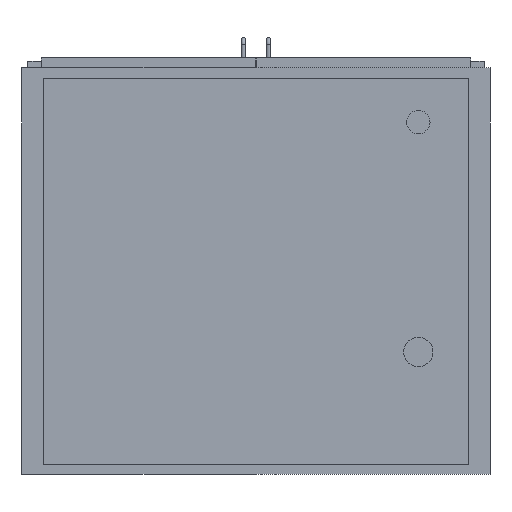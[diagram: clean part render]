
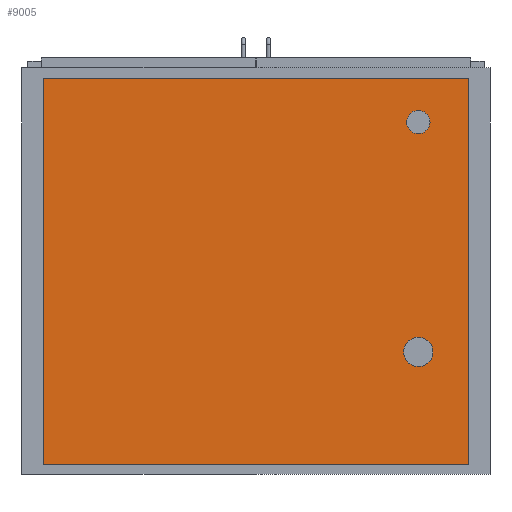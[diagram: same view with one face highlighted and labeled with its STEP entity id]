
A CAD part, front view. The second image highlights one B-rep face of the part: STEP entity #9005.
In plain terms, the highlighted planar face has unit normal (0, -1, 0).
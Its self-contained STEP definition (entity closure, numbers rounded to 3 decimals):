
#143=FACE_BOUND('',#956,.T.);
#144=FACE_BOUND('',#957,.T.);
#163=CIRCLE('',#9617,20.);
#165=CIRCLE('',#9621,25.);
#397=FACE_OUTER_BOUND('',#955,.T.);
#955=EDGE_LOOP('',(#6052,#6053,#6054,#6055));
#956=EDGE_LOOP('',(#6056));
#957=EDGE_LOOP('',(#6057));
#1556=LINE('',#12982,#2697);
#1558=LINE('',#12986,#2699);
#1560=LINE('',#12990,#2701);
#1562=LINE('',#12993,#2703);
#2697=VECTOR('',#10422,10.);
#2699=VECTOR('',#10426,10.);
#2701=VECTOR('',#10430,10.);
#2703=VECTOR('',#10434,10.);
#3800=VERTEX_POINT('',#12908);
#3802=VERTEX_POINT('',#12915);
#3823=VERTEX_POINT('',#12979);
#3824=VERTEX_POINT('',#12981);
#3825=VERTEX_POINT('',#12985);
#3826=VERTEX_POINT('',#12989);
#4663=EDGE_CURVE('',#3800,#3800,#163,.T.);
#4666=EDGE_CURVE('',#3802,#3802,#165,.T.);
#4696=EDGE_CURVE('',#3824,#3823,#1556,.T.);
#4698=EDGE_CURVE('',#3825,#3824,#1558,.T.);
#4700=EDGE_CURVE('',#3826,#3825,#1560,.T.);
#4702=EDGE_CURVE('',#3823,#3826,#1562,.T.);
#6052=ORIENTED_EDGE('',*,*,#4702,.T.);
#6053=ORIENTED_EDGE('',*,*,#4700,.T.);
#6054=ORIENTED_EDGE('',*,*,#4698,.T.);
#6055=ORIENTED_EDGE('',*,*,#4696,.T.);
#6056=ORIENTED_EDGE('',*,*,#4663,.T.);
#6057=ORIENTED_EDGE('',*,*,#4666,.T.);
#8529=PLANE('',#9638);
#9005=ADVANCED_FACE('',(#397,#143,#144),#8529,.T.);
#9617=AXIS2_PLACEMENT_3D('',#12910,#10356,#10357);
#9621=AXIS2_PLACEMENT_3D('',#12917,#10365,#10366);
#9638=AXIS2_PLACEMENT_3D('',#12994,#10435,#10436);
#10356=DIRECTION('center_axis',(0.,1.,0.));
#10357=DIRECTION('ref_axis',(1.,0.,0.));
#10365=DIRECTION('center_axis',(0.,1.,0.));
#10366=DIRECTION('ref_axis',(1.,0.,0.));
#10422=DIRECTION('',(1.,0.,0.));
#10426=DIRECTION('',(0.,0.,-1.));
#10430=DIRECTION('',(-1.,0.,0.));
#10434=DIRECTION('',(0.,0.,1.));
#10435=DIRECTION('center_axis',(0.,-1.,0.));
#10436=DIRECTION('ref_axis',(0.,0.,-1.));
#12908=CARTESIAN_POINT('',(257.5,-370.,255.));
#12910=CARTESIAN_POINT('Origin',(277.5,-370.,255.));
#12915=CARTESIAN_POINT('',(252.5,-370.,-138.));
#12917=CARTESIAN_POINT('Origin',(277.5,-370.,-138.));
#12979=CARTESIAN_POINT('',(362.5,-370.,-330.));
#12981=CARTESIAN_POINT('',(-362.5,-370.,-330.));
#12982=CARTESIAN_POINT('',(362.5,-370.,-330.));
#12985=CARTESIAN_POINT('',(-362.5,-370.,330.));
#12986=CARTESIAN_POINT('',(-362.5,-370.,-330.));
#12989=CARTESIAN_POINT('',(362.5,-370.,330.));
#12990=CARTESIAN_POINT('',(-362.5,-370.,330.));
#12993=CARTESIAN_POINT('',(362.5,-370.,330.));
#12994=CARTESIAN_POINT('Origin',(0.,-370.,0.));
